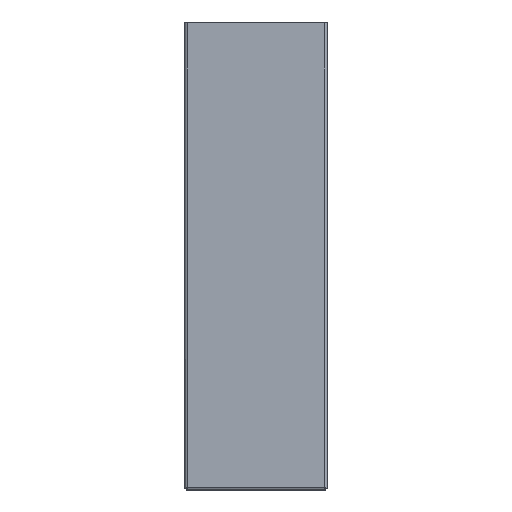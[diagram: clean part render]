
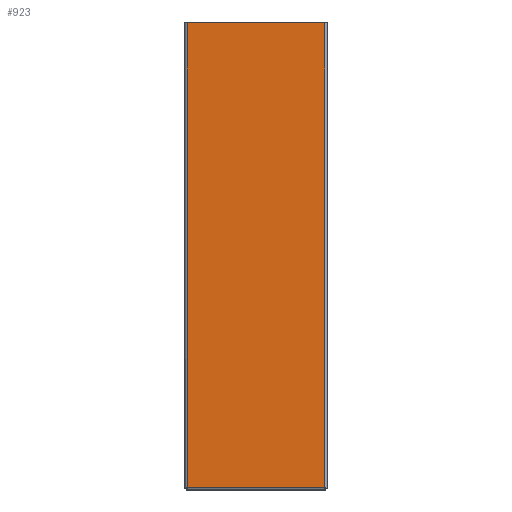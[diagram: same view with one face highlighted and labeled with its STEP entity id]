
A CAD part, front view. The second image highlights one B-rep face of the part: STEP entity #923.
In plain terms, the highlighted planar face has unit normal (0, -1, 0).
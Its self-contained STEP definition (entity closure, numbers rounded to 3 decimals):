
#112=FACE_OUTER_BOUND('',#159,.T.);
#159=EDGE_LOOP('',(#735,#736,#737,#738));
#229=LINE('',#1347,#319);
#238=LINE('',#1403,#328);
#257=LINE('',#1503,#347);
#265=LINE('',#1555,#355);
#319=VECTOR('',#1088,333.2);
#328=VECTOR('',#1113,98.4);
#347=VECTOR('',#1148,333.2);
#355=VECTOR('',#1170,98.4);
#401=VERTEX_POINT('',#1338);
#402=VERTEX_POINT('',#1346);
#407=VERTEX_POINT('',#1395);
#419=VERTEX_POINT('',#1501);
#486=EDGE_CURVE('',#402,#401,#229,.T.);
#499=EDGE_CURVE('',#401,#407,#238,.T.);
#522=EDGE_CURVE('',#407,#419,#257,.T.);
#533=EDGE_CURVE('',#402,#419,#265,.T.);
#735=ORIENTED_EDGE('',*,*,#486,.T.);
#736=ORIENTED_EDGE('',*,*,#499,.T.);
#737=ORIENTED_EDGE('',*,*,#522,.T.);
#738=ORIENTED_EDGE('',*,*,#533,.F.);
#820=PLANE('',#982);
#923=ADVANCED_FACE('',(#112),#820,.T.);
#982=AXIS2_PLACEMENT_3D('',#1557,#1172,#1173);
#1088=DIRECTION('',(0.,0.,-1.));
#1113=DIRECTION('',(1.,0.,0.));
#1148=DIRECTION('',(0.,0.,1.));
#1170=DIRECTION('',(1.,0.,0.));
#1172=DIRECTION('center_axis',(0.,-1.,0.));
#1173=DIRECTION('ref_axis',(0.,0.,
1.));
#1338=CARTESIAN_POINT('',(-49.2,-21.3,-125.));
#1346=CARTESIAN_POINT('',(-49.2,-21.3,208.2));
#1347=CARTESIAN_POINT('',(-49.2,-21.3,124.45));
#1395=CARTESIAN_POINT('',(49.2,-21.3,-125.));
#1403=CARTESIAN_POINT('',(-24.6,-21.3,-125.));
#1501=CARTESIAN_POINT('',(49.2,-21.3,208.2));
#1503=CARTESIAN_POINT('',(49.2,-21.3,-42.15));
#1555=CARTESIAN_POINT('',(51.,-21.3,208.2));
#1557=CARTESIAN_POINT('Origin',(0.,-21.3,40.7));
